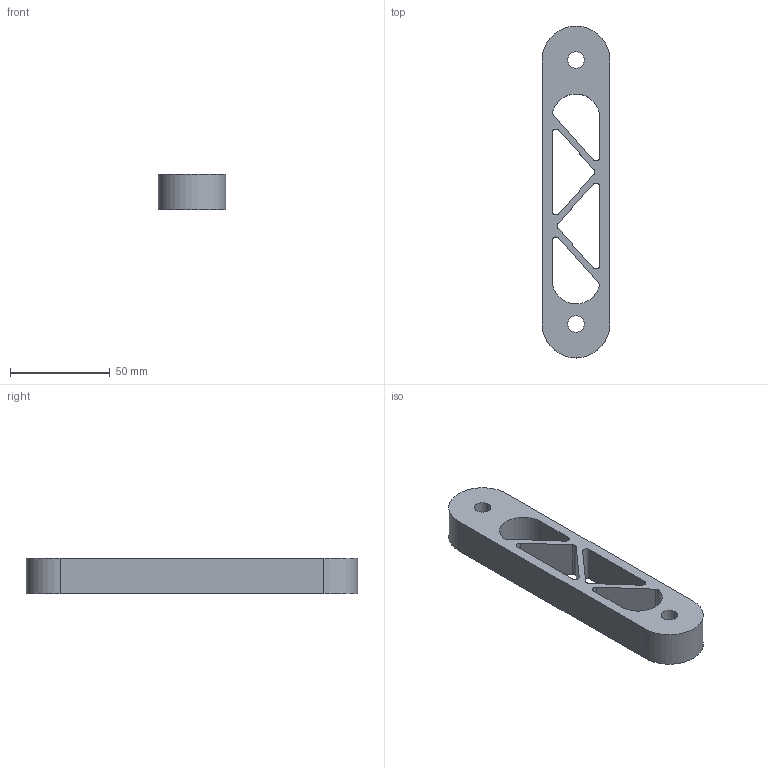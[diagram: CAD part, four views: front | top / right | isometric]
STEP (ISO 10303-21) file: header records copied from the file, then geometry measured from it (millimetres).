
FILE_DESCRIPTION(/* description */ (''),/* implementation_level */ '2;1');
FILE_NAME(/* name */ 'EslabonCodoTrasero.stp',/* time_stamp */ '2024-03-25T00:38:02-05:00',/* author */ ('Martin'),/* organization */ (''),/* preprocessor_version */ 'ST-DEVELOPER v18.1',/* originating_system */ 'Autodesk Inventor 2021',/* authorisation */ '');
FILE_SCHEMA (('AUTOMOTIVE_DESIGN { 1 0 10303 214 3 1 1 }'));
Length unit declared in the file: millimetre
Products named in the file (1): CodoTrasero
Bounding box: 34 x 166 x 18 mm (x, y, z)
Volume: 55744.2 mm3; surface area: 21430.5 mm2
Topology: 1 solids, 1 shells, 32 faces, 88 edges, 59 vertices
Faces by surface type: cylinder 17, plane 15
Full cylindrical faces by diameter (mm): 8.2 x2, 22.2 x1
Entity records: 1100 total; most frequent: DIRECTION 189, CARTESIAN_POINT 180, ORIENTED_EDGE 176, EDGE_CURVE 88, AXIS2_PLACEMENT_3D 68, VERTEX_POINT 59, LINE 53, VECTOR 53
